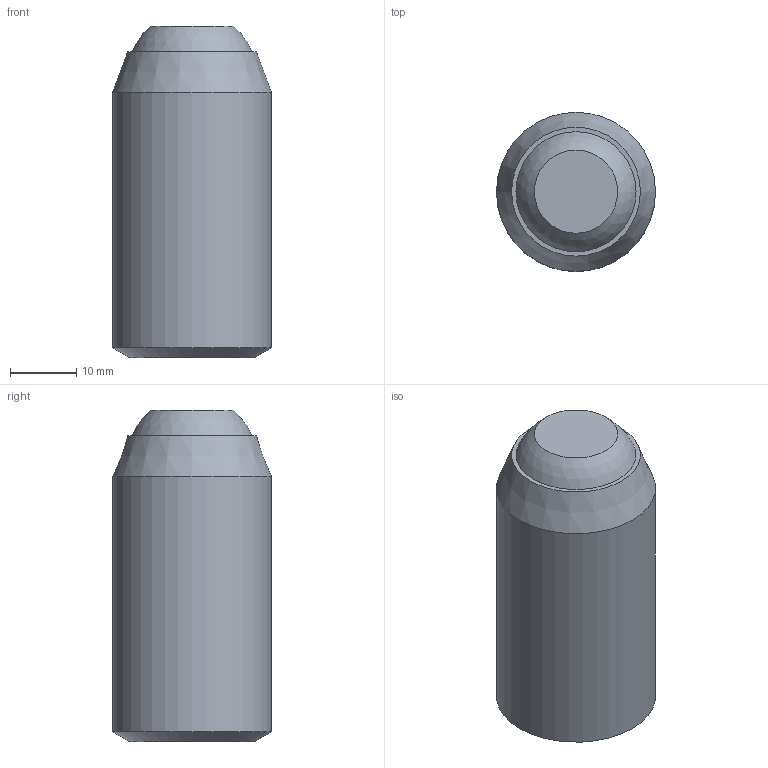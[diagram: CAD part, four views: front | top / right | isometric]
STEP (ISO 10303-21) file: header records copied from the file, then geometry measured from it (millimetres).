
FILE_DESCRIPTION( ( 'Unknown' ), '1' );
FILE_NAME( 'PT16B-2450.stp', 'Unknown', ( 'Unknown' ), ( 'Unknown' ), 'PSStep 17.0.49', 'Unknown', ' ' );
FILE_SCHEMA( ( 'AUTOMOTIVE_DESIGN { 1 0 10303 214 1 1 1 1 }' ) );
Length unit declared in the file: millimetre
Products named in the file (1): 1
Bounding box: 24 x 24 x 50 mm (x, y, z)
Volume: 19629.6 mm3; surface area: 4663.4 mm2
Topology: 1 solids, 1 shells, 20 faces, 44 edges, 27 vertices
Faces by surface type: plane 15, cone 3, sphere 1, cylinder 1
Full cylindrical faces by diameter (mm): 24 x1
Entity records: 672 total; most frequent: DIRECTION 90, CARTESIAN_POINT 82, ORIENTED_EDGE 72, EDGE_CURVE 36, AXIS2_PLACEMENT_3D 33, EDGE_LOOP 26, VERTEX_POINT 25, LINE 24
